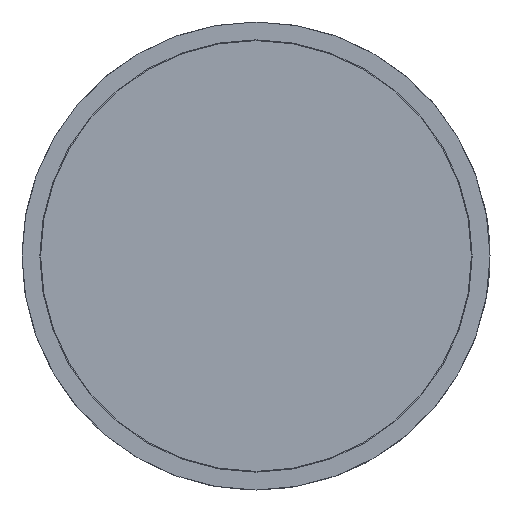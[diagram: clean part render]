
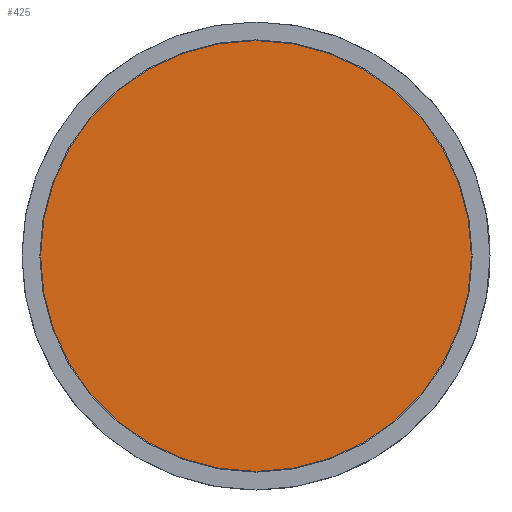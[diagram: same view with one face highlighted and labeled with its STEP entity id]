
A CAD part, front view. The second image highlights one B-rep face of the part: STEP entity #425.
In plain terms, the highlighted planar face has unit normal (0, -1, 0).
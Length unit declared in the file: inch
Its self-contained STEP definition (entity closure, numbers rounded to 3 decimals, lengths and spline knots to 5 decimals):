
#27=PLANE('',#500);
#79=FACE_OUTER_BOUND('',#121,.T.);
#121=EDGE_LOOP('',(#380));
#188=CIRCLE('',#498,0.725);
#224=VERTEX_POINT('',#797);
#276=EDGE_CURVE('',#224,#224,#188,.T.);
#380=ORIENTED_EDGE('',*,*,#276,.T.);
#425=ADVANCED_FACE('',(#79),#27,.T.);
#498=AXIS2_PLACEMENT_3D('',#799,#636,#637);
#500=AXIS2_PLACEMENT_3D('',#801,#640,#641);
#636=DIRECTION('center_axis',(0.,-1.,0.));
#637=DIRECTION('ref_axis',(0.,0.,-1.));
#640=DIRECTION('center_axis',(0.,-1.,0.));
#641=DIRECTION('ref_axis',(0.,0.,-1.));
#797=CARTESIAN_POINT('',(0.725,-0.039,0.));
#799=CARTESIAN_POINT('Origin',(0.,-0.039,0.));
#801=CARTESIAN_POINT('Origin',(0.,-0.039,0.));
